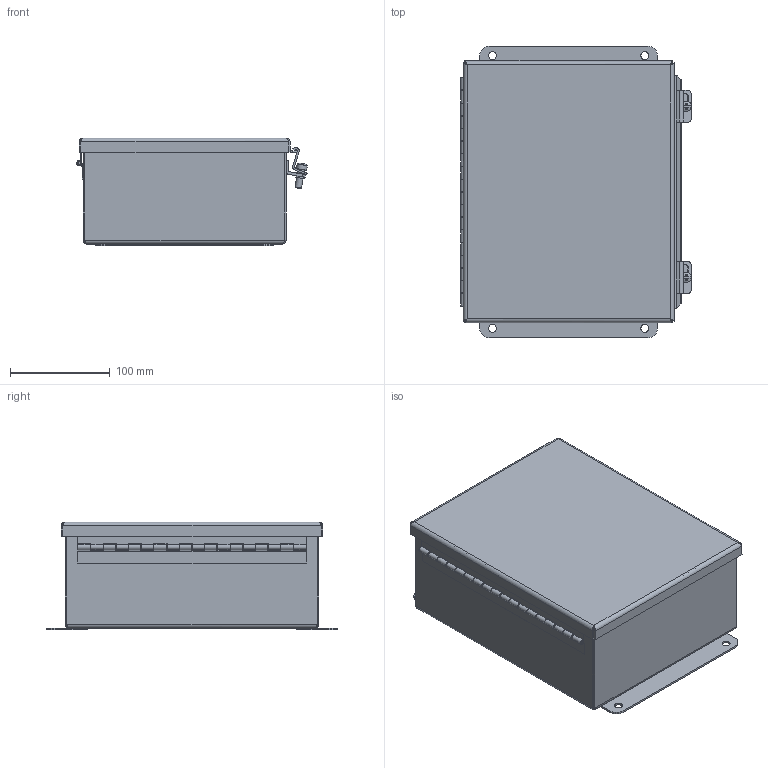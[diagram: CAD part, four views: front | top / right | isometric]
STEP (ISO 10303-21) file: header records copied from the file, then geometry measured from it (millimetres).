
FILE_DESCRIPTION(/* description */ ('B_SS TUB, 16GA. 304 S.S., 10X8X4'),/* implementation_level */ '2;1');
FILE_NAME(/* name */ 'BN4100804CHSS.stp',/* time_stamp */ '2017-03-29T20:54:11+05:00',/* author */ ('vdas'),/* organization */ (''),/* preprocessor_version */ 'ST-DEVELOPER v16.1',/* originating_system */ 'Autodesk Inventor 2016',/* authorisation */ '');
FILE_SCHEMA (('AUTOMOTIVE_DESIGN { 1 0 10303 214 3 1 1 }'));
Length unit declared in the file: inch
Products named in the file (14): B_100804_SSBKP; H4050549LH; H4050549P; H4050549TH; H4050549; B_1008CHSSLID; 34854; C2001; C2002; 372135; 34973; B_1008_FIP; HFW3883; BN4100804CHSS
Assembly tree (20 placements, depth 3):
  BN4100804CHSS
    B_100804_SSBKP
    H4050549
      H4050549LH
      H4050549P
      H4050549TH
    B_1008CHSSLID
    34854  x2
    C2001  x2
    C2002  x2
    372135  x2
    34973  x4
    B_1008_FIP
    HFW3883
Bounding box: 230.77 x 292.1 x 108.12 mm (x, y, z)
Volume: 423140.3 mm3; surface area: 526382.4 mm2
Topology: 19 solids, 19 shells, 448 faces, 1065 edges, 671 vertices
Faces by surface type: plane 244, cylinder 137, bspline 38, torus 22, sphere 4, cone 3
Full cylindrical faces by diameter (mm): 2.54 x1, 2.794 x8, 2.957 x18, 3.962 x4, 4.826 x1, 4.978 x2, 6.35 x2, 7.62 x4, 7.874 x4, 8.56 x1, 8.738 x2, 10.402 x2, 15.875 x4
Entity records: 11010 total; most frequent: CARTESIAN_POINT 2528, DIRECTION 1624, ORIENTED_EDGE 1548, EDGE_CURVE 774, AXIS2_PLACEMENT_3D 554, LINE 516, VECTOR 516, VERTEX_POINT 504
